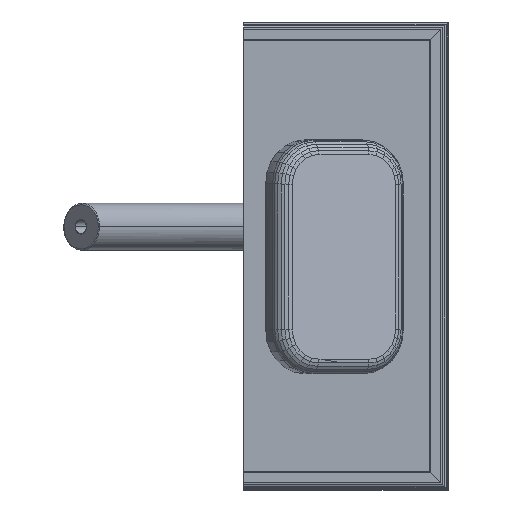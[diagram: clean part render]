
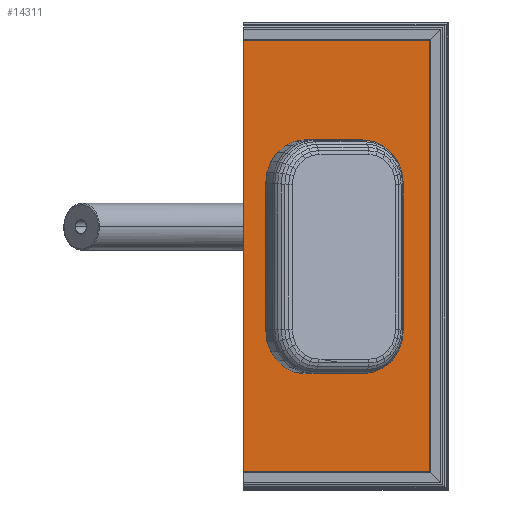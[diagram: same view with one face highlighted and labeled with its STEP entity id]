
A CAD part, top view. The second image highlights one B-rep face of the part: STEP entity #14311.
In plain terms, the highlighted planar face has unit normal (0, 0, 1).
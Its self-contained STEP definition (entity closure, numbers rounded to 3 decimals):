
#49 = ORIENTED_EDGE ( 'NONE', *, *, #11501, .F. ) ;
#847 = DIRECTION ( 'NONE',  ( 0., -1., 0. ) ) ;
#1139 = PLANE ( 'NONE',  #4384 ) ;
#1161 = CARTESIAN_POINT ( 'NONE',  ( 20.886, 6.283, 15.202 ) ) ;
#1252 = CARTESIAN_POINT ( 'NONE',  ( 40.724, 79.408, 15.202 ) ) ;
#1445 = CARTESIAN_POINT ( 'NONE',  ( 42.122, 153.7, 15.202 ) ) ;
#1860 = EDGE_CURVE ( 'NONE', #26767, #19969, #28958, .T. ) ;
#2280 = CARTESIAN_POINT ( 'NONE',  ( 22.284, 78.241, 15.202 ) ) ;
#2292 = CARTESIAN_POINT ( 'NONE',  ( 63.359, 6.283, 15.202 ) ) ;
#3066 = CARTESIAN_POINT ( 'NONE',  ( 22.284, 80.575, 15.202 ) ) ;
#3073 = CARTESIAN_POINT ( 'NONE',  ( 40.724, 80.575, 15.202 ) ) ;
#3550 = CARTESIAN_POINT ( 'NONE',  ( 40.724, 81.741, 15.202 ) ) ;
#3644 = EDGE_LOOP ( 'NONE', ( #17555, #8586, #6316, #9830 ) ) ;
#3779 = CARTESIAN_POINT ( 'NONE',  ( 63.359, 55.422, 15.202 ) ) ;
#3850 = CARTESIAN_POINT ( 'NONE',  ( -0.35, 6.283, 15.202 ) ) ;
#3904 = CARTESIAN_POINT ( 'NONE',  ( 34.578, 81.741, 15.202 ) ) ;
#4384 = AXIS2_PLACEMENT_3D ( 'NONE', #12770, #6097, #847 ) ;
#5516 = CARTESIAN_POINT ( 'NONE',  ( -0.35, 104.561, 15.202 ) ) ;
#5926 = CARTESIAN_POINT ( 'NONE',  ( 40.724, 81.741, 15.202 ) ) ;
#6097 = DIRECTION ( 'NONE',  ( 0., 0., -1. ) ) ;
#6316 = ORIENTED_EDGE ( 'NONE', *, *, #29284, .F. ) ;
#6351 = CARTESIAN_POINT ( 'NONE',  ( 22.284, 78.241, 15.202 ) ) ;
#6893 = VERTEX_POINT ( 'NONE', #6351 ) ;
#6937 = CARTESIAN_POINT ( 'NONE',  ( 40.724, 78.241, 15.202 ) ) ;
#7324 = ORIENTED_EDGE ( 'NONE', *, *, #11028, .F. ) ;
#7752 = CARTESIAN_POINT ( 'NONE',  ( 40.724, 78.241, 15.202 ) ) ;
#7934 = CARTESIAN_POINT ( 'NONE',  ( -0.35, 6.283, 15.202 ) ) ;
#8586 = ORIENTED_EDGE ( 'NONE', *, *, #1860, .F. ) ;
#9392 = CARTESIAN_POINT ( 'NONE',  ( 28.431, 78.241, 15.202 ) ) ;
#9538 = CARTESIAN_POINT ( 'NONE',  ( 40.724, 78.241, 15.202 ) ) ;
#9830 = ORIENTED_EDGE ( 'NONE', *, *, #14355, .F. ) ;
#10200 = FACE_OUTER_BOUND ( 'NONE', #3644, .T. ) ;
#10870 = CARTESIAN_POINT ( 'NONE',  ( 22.284, 81.741, 15.202 ) ) ;
#11028 = EDGE_CURVE ( 'NONE', #24547, #6893, #21260, .T. ) ;
#11186 = CARTESIAN_POINT ( 'NONE',  ( 63.359, 104.561, 15.202 ) ) ;
#11431 = CARTESIAN_POINT ( 'NONE',  ( 28.431, 81.741, 15.202 ) ) ;
#11501 = EDGE_CURVE ( 'NONE', #23572, #24547, #25930, .T. ) ;
#12770 = CARTESIAN_POINT ( 'NONE',  ( 34.654, 79.991, 15.202 ) ) ;
#12892 = CARTESIAN_POINT ( 'NONE',  ( -0.35, 153.7, 15.202 ) ) ;
#12942 = CARTESIAN_POINT ( 'NONE',  ( 20.886, 153.7, 15.202 ) ) ;
#13630 = VERTEX_POINT ( 'NONE', #16952 ) ;
#14311 = ADVANCED_FACE ( 'NONE', ( #17611, #10200 ), #1139, .F. ) ;
#14355 = EDGE_CURVE ( 'NONE', #13630, #27904, #16729, .T. ) ;
#15221 = CARTESIAN_POINT ( 'NONE',  ( -0.35, 153.7, 15.202 ) ) ;
#15822 = ORIENTED_EDGE ( 'NONE', *, *, #23955, .F. ) ;
#16339 = B_SPLINE_CURVE_WITH_KNOTS ( 'NONE', 3,
 ( #7752, #1252, #3073, #5926 ),
 .UNSPECIFIED., .F., .F.,
 ( 4, 4 ),
 ( 0., 1. ),
 .UNSPECIFIED. ) ;
#16729 = B_SPLINE_CURVE_WITH_KNOTS ( 'NONE', 3,
 ( #7934, #26235, #5516, #24259 ),
 .UNSPECIFIED., .F., .F.,
 ( 4, 4 ),
 ( 0., 1. ),
 .UNSPECIFIED. ) ;
#16952 = CARTESIAN_POINT ( 'NONE',  ( -0.35, 6.283, 15.202 ) ) ;
#17197 = EDGE_LOOP ( 'NONE', ( #49, #15822, #24483, #7324 ) ) ;
#17400 = CARTESIAN_POINT ( 'NONE',  ( 40.724, 81.741, 15.202 ) ) ;
#17555 = ORIENTED_EDGE ( 'NONE', *, *, #17855, .F. ) ;
#17611 = FACE_BOUND ( 'NONE', #17197, .T. ) ;
#17623 = CARTESIAN_POINT ( 'NONE',  ( 22.284, 81.741, 15.202 ) ) ;
#17855 = EDGE_CURVE ( 'NONE', #19969, #13630, #25172, .T. ) ;
#19897 = CARTESIAN_POINT ( 'NONE',  ( 63.359, 6.283, 15.202 ) ) ;
#19969 = VERTEX_POINT ( 'NONE', #2292 ) ;
#20188 = CARTESIAN_POINT ( 'NONE',  ( 63.359, 153.7, 15.202 ) ) ;
#21260 = B_SPLINE_CURVE_WITH_KNOTS ( 'NONE', 3,
 ( #26201, #3066, #28919, #21511 ),
 .UNSPECIFIED., .F., .F.,
 ( 4, 4 ),
 ( 0., 1. ),
 .UNSPECIFIED. ) ;
#21511 = CARTESIAN_POINT ( 'NONE',  ( 22.284, 78.241, 15.202 ) ) ;
#22387 = CARTESIAN_POINT ( 'NONE',  ( 63.359, 153.7, 15.202 ) ) ;
#22461 = CARTESIAN_POINT ( 'NONE',  ( 42.122, 6.283, 15.202 ) ) ;
#23476 = B_SPLINE_CURVE_WITH_KNOTS ( 'NONE', 3,
 ( #15221, #12942, #1445, #29133 ),
 .UNSPECIFIED., .F., .F.,
 ( 4, 4 ),
 ( 0., 1. ),
 .UNSPECIFIED. ) ;
#23572 = VERTEX_POINT ( 'NONE', #3550 ) ;
#23955 = EDGE_CURVE ( 'NONE', #28238, #23572, #16339, .T. ) ;
#24259 = CARTESIAN_POINT ( 'NONE',  ( -0.35, 153.7, 15.202 ) ) ;
#24483 = ORIENTED_EDGE ( 'NONE', *, *, #26036, .F. ) ;
#24547 = VERTEX_POINT ( 'NONE', #17623 ) ;
#25172 = B_SPLINE_CURVE_WITH_KNOTS ( 'NONE', 3,
 ( #19897, #22461, #1161, #3850 ),
 .UNSPECIFIED., .F., .F.,
 ( 4, 4 ),
 ( 0., 1. ),
 .UNSPECIFIED. ) ;
#25930 = B_SPLINE_CURVE_WITH_KNOTS ( 'NONE', 3,
 ( #17400, #3904, #11431, #10870 ),
 .UNSPECIFIED., .F., .F.,
 ( 4, 4 ),
 ( 0., 1. ),
 .UNSPECIFIED. ) ;
#26036 = EDGE_CURVE ( 'NONE', #6893, #28238, #29128, .T. ) ;
#26201 = CARTESIAN_POINT ( 'NONE',  ( 22.284, 81.741, 15.202 ) ) ;
#26235 = CARTESIAN_POINT ( 'NONE',  ( -0.35, 55.422, 15.202 ) ) ;
#26767 = VERTEX_POINT ( 'NONE', #20188 ) ;
#26908 = CARTESIAN_POINT ( 'NONE',  ( 63.359, 6.283, 15.202 ) ) ;
#27904 = VERTEX_POINT ( 'NONE', #12892 ) ;
#28238 = VERTEX_POINT ( 'NONE', #6937 ) ;
#28300 = CARTESIAN_POINT ( 'NONE',  ( 34.578, 78.241, 15.202 ) ) ;
#28919 = CARTESIAN_POINT ( 'NONE',  ( 22.284, 79.408, 15.202 ) ) ;
#28958 = B_SPLINE_CURVE_WITH_KNOTS ( 'NONE', 3,
 ( #22387, #11186, #3779, #26908 ),
 .UNSPECIFIED., .F., .F.,
 ( 4, 4 ),
 ( 0., 1. ),
 .UNSPECIFIED. ) ;
#29128 = B_SPLINE_CURVE_WITH_KNOTS ( 'NONE', 3,
 ( #2280, #9392, #28300, #9538 ),
 .UNSPECIFIED., .F., .F.,
 ( 4, 4 ),
 ( 0., 1. ),
 .UNSPECIFIED. ) ;
#29133 = CARTESIAN_POINT ( 'NONE',  ( 63.359, 153.7, 15.202 ) ) ;
#29284 = EDGE_CURVE ( 'NONE', #27904, #26767, #23476, .T. ) ;
